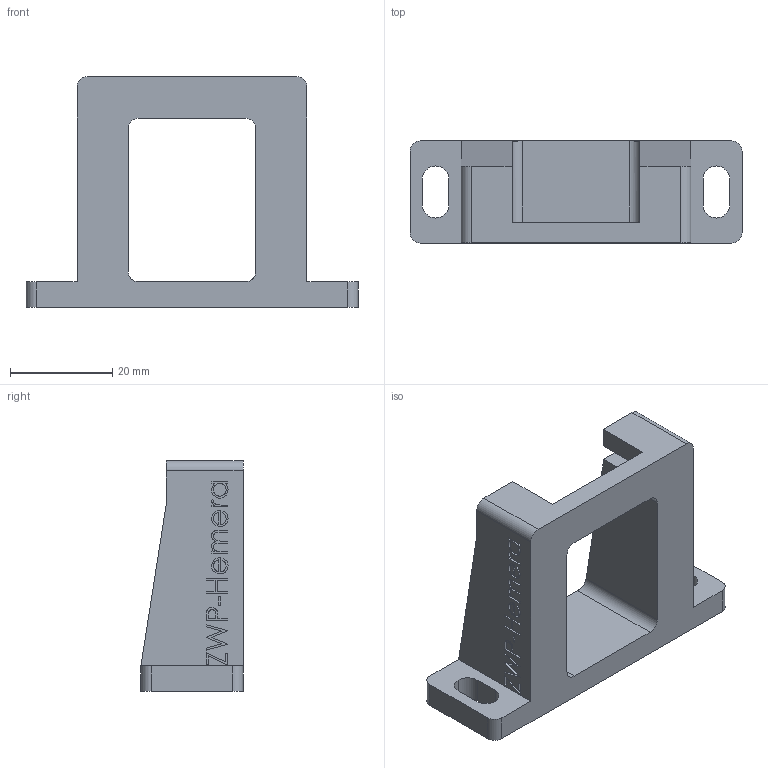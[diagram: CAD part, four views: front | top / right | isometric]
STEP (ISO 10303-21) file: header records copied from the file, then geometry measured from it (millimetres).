
FILE_DESCRIPTION (( 'STEP AP214' ), '1' );
FILE_NAME ('ooze_wiper_Hemera.STEP', '2020-05-24T01:59:42', ( '' ), ( '' ), 'SwSTEP 2.0', 'SolidWorks 2019', '' );
FILE_SCHEMA (( 'AUTOMOTIVE_DESIGN' ));
Length unit declared in the file: millimetre
Products named in the file (1): ooze_wiper_Hemera
Bounding box: 65 x 20 x 45.17 mm (x, y, z)
Volume: 19827 mm3; surface area: 8736.7 mm2
Topology: 1 solids, 1 shells, 186 faces, 509 edges, 338 vertices
Faces by surface type: plane 118, bspline 50, cylinder 18
Entity records: 8181 total; most frequent: CARTESIAN_POINT 3730, ORIENTED_EDGE 1018, DIRECTION 715, EDGE_CURVE 509, VECTOR 373, LINE 373, VERTEX_POINT 338, EDGE_LOOP 205
